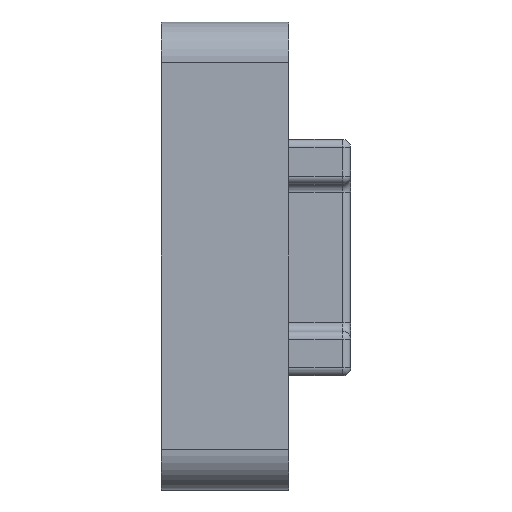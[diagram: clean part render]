
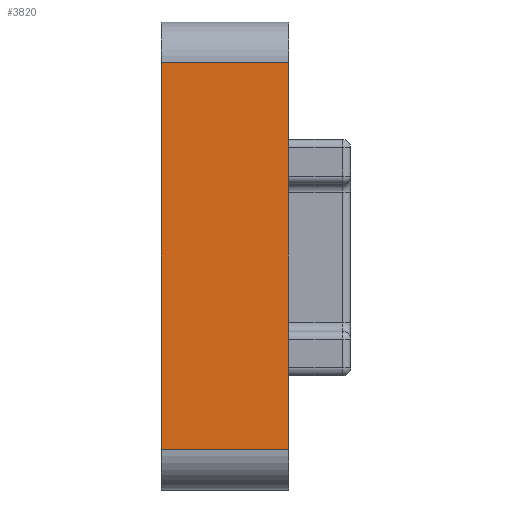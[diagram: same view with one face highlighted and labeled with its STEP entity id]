
A CAD part, front view. The second image highlights one B-rep face of the part: STEP entity #3820.
In plain terms, the highlighted planar face has unit normal (0, -1, 0).
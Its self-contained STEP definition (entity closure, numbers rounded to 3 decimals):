
#1328 = EDGE_CURVE ( 'NONE', #17187, #8781, #5137, .T. ) ;
#1354 = DIRECTION ( 'NONE',  ( 0., 0., -1. ) ) ;
#1395 = LINE ( 'NONE', #4161, #16115 ) ;
#2565 = EDGE_LOOP ( 'NONE', ( #17879, #5956, #4377, #4637 ) ) ;
#2594 = LINE ( 'NONE', #12429, #6032 ) ;
#2764 = VECTOR ( 'NONE', #14800, 1000. ) ;
#3811 = CARTESIAN_POINT ( 'NONE',  ( -3.9, -18.65, 11.85 ) ) ;
#3820 = ADVANCED_FACE ( 'NONE', ( #22994 ), #7398, .F. ) ;
#4144 = EDGE_CURVE ( 'NONE', #17187, #4865, #7070, .T. ) ;
#4161 = CARTESIAN_POINT ( 'NONE',  ( -3.9, -18.65, 14.35 ) ) ;
#4315 = DIRECTION ( 'NONE',  ( 0., 0., -1. ) ) ;
#4377 = ORIENTED_EDGE ( 'NONE', *, *, #1328, .F. ) ;
#4637 = ORIENTED_EDGE ( 'NONE', *, *, #4144, .T. ) ;
#4739 = CARTESIAN_POINT ( 'NONE',  ( -3.9, -18.65, -11.85 ) ) ;
#4865 = VERTEX_POINT ( 'NONE', #3811 ) ;
#5137 = LINE ( 'NONE', #17574, #18727 ) ;
#5956 = ORIENTED_EDGE ( 'NONE', *, *, #11781, .T. ) ;
#6032 = VECTOR ( 'NONE', #9566, 1000. ) ;
#6997 = CARTESIAN_POINT ( 'NONE',  ( 3.9, -18.65, -11.85 ) ) ;
#7070 = LINE ( 'NONE', #23708, #2764 ) ;
#7398 = PLANE ( 'NONE',  #19673 ) ;
#8781 = VERTEX_POINT ( 'NONE', #6997 ) ;
#9566 = DIRECTION ( 'NONE',  ( 1., 0., 0. ) ) ;
#11100 = CARTESIAN_POINT ( 'NONE',  ( 3.9, -18.65, 14.35 ) ) ;
#11781 = EDGE_CURVE ( 'NONE', #14942, #8781, #2594, .T. ) ;
#12429 = CARTESIAN_POINT ( 'NONE',  ( 3.9, -18.65, -11.85 ) ) ;
#14568 = EDGE_CURVE ( 'NONE', #4865, #14942, #1395, .T. ) ;
#14800 = DIRECTION ( 'NONE',  ( -1., 0., 0. ) ) ;
#14942 = VERTEX_POINT ( 'NONE', #4739 ) ;
#16115 = VECTOR ( 'NONE', #4315, 1000. ) ;
#17187 = VERTEX_POINT ( 'NONE', #22931 ) ;
#17574 = CARTESIAN_POINT ( 'NONE',  ( 3.9, -18.65, 14.35 ) ) ;
#17879 = ORIENTED_EDGE ( 'NONE', *, *, #14568, .T. ) ;
#18552 = DIRECTION ( 'NONE',  ( 0., 1., 0. ) ) ;
#18727 = VECTOR ( 'NONE', #1354, 1000. ) ;
#19673 = AXIS2_PLACEMENT_3D ( 'NONE', #11100, #18552, #22294 ) ;
#22294 = DIRECTION ( 'NONE',  ( 0., 0., 1. ) ) ;
#22931 = CARTESIAN_POINT ( 'NONE',  ( 3.9, -18.65, 11.85 ) ) ;
#22994 = FACE_OUTER_BOUND ( 'NONE', #2565, .T. ) ;
#23708 = CARTESIAN_POINT ( 'NONE',  ( 3.9, -18.65, 11.85 ) ) ;
